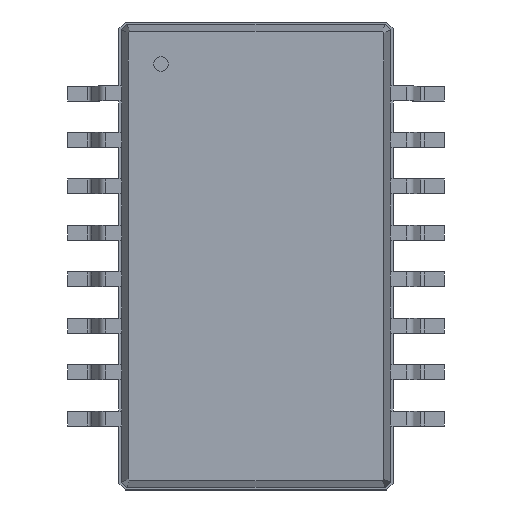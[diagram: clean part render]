
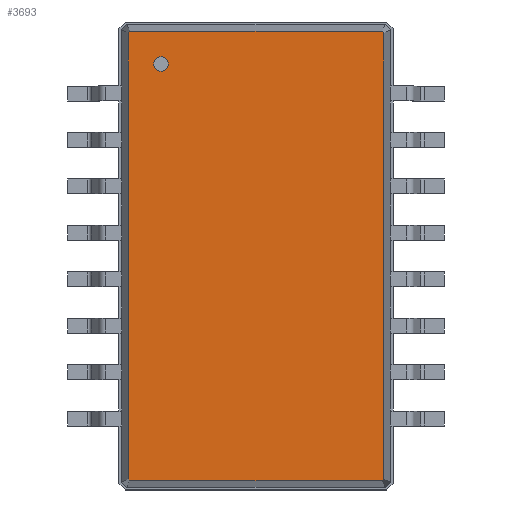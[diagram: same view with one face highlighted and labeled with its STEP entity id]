
A CAD part, top view. The second image highlights one B-rep face of the part: STEP entity #3693.
In plain terms, the highlighted planar face has unit normal (0, 0, 1).
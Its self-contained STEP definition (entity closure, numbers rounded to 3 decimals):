
#13=DIRECTION('',(0.,0.,1.));
#27=VECTOR('',#28,1.);
#28=DIRECTION('',(1.,0.,0.));
#51=VECTOR('',#52,1.);
#52=DIRECTION('',(0.707,-0.707,0.));
#58=VECTOR('',#59,1.);
#59=DIRECTION('',(0.,-1.,0.));
#65=VECTOR('',#66,1.);
#66=DIRECTION('',(-0.707,-0.707,0.));
#72=VECTOR('',#73,1.);
#73=DIRECTION('',(-1.,0.,0.));
#79=VECTOR('',#80,1.);
#80=DIRECTION('',(-0.707,0.707,0.));
#86=VECTOR('',#87,1.);
#87=DIRECTION('',(0.,1.,0.));
#91=VECTOR('',#92,1.);
#92=DIRECTION('',(0.707,0.707,0.));
#1201=VERTEX_POINT('',#1202);
#1202=CARTESIAN_POINT('',(-3.498,6.099,2.54));
#1204=ORIENTED_EDGE('',*,*,#1205,.F.);
#1205=EDGE_CURVE('',#1206,#1201,#1208,.T.);
#1206=VERTEX_POINT('',#1207);
#1207=CARTESIAN_POINT('',(-3.498,-6.099,2.54));
#1208=LINE('',#1207,#86);
#1219=VERTEX_POINT('',#1220);
#1220=CARTESIAN_POINT('',(-3.449,6.148,2.54));
#1222=ORIENTED_EDGE('',*,*,#1223,.F.);
#1223=EDGE_CURVE('',#1201,#1219,#1224,.T.);
#1224=LINE('',#1202,#91);
#1233=VERTEX_POINT('',#1234);
#1234=CARTESIAN_POINT('',(3.449,6.148,2.54));
#1236=ORIENTED_EDGE('',*,*,#1237,.F.);
#1237=EDGE_CURVE('',#1219,#1233,#1238,.T.);
#1238=LINE('',#1220,#27);
#1247=VERTEX_POINT('',#1248);
#1248=CARTESIAN_POINT('',(3.498,6.099,2.54));
#1250=ORIENTED_EDGE('',*,*,#1251,.F.);
#1251=EDGE_CURVE('',#1233,#1247,#1252,.T.);
#1252=LINE('',#1234,#51);
#1325=VERTEX_POINT('',#1326);
#1326=CARTESIAN_POINT('',(3.498,-6.099,2.54));
#1328=ORIENTED_EDGE('',*,*,#1329,.F.);
#1329=EDGE_CURVE('',#1247,#1325,#1330,.T.);
#1330=LINE('',#1248,#58);
#3693=ADVANCED_FACE('',(#3694,#3709),#3719,.T.);
#3694=FACE_BOUND('',#3695,.T.);
#3695=EDGE_LOOP('',(#1236,#1222,#1204,#3696,#3701,#3706,#1328,#1250));
#3696=ORIENTED_EDGE('',*,*,#3697,.F.);
#3697=EDGE_CURVE('',#3698,#1206,#3700,.T.);
#3698=VERTEX_POINT('',#3699);
#3699=CARTESIAN_POINT('',(-3.449,-6.148,2.54));
#3700=LINE('',#3699,#79);
#3701=ORIENTED_EDGE('',*,*,#3702,.F.);
#3702=EDGE_CURVE('',#3703,#3698,#3705,.T.);
#3703=VERTEX_POINT('',#3704);
#3704=CARTESIAN_POINT('',(3.449,-6.148,2.54));
#3705=LINE('',#3704,#72);
#3706=ORIENTED_EDGE('',*,*,#3707,.F.);
#3707=EDGE_CURVE('',#1325,#3703,#3708,.T.);
#3708=LINE('',#1326,#65);
#3709=FACE_BOUND('',#3710,.T.);
#3710=EDGE_LOOP('',(#3711));
#3711=ORIENTED_EDGE('',*,*,#3712,.T.);
#3712=EDGE_CURVE('',#3713,#3713,#3715,.T.);
#3713=VERTEX_POINT('',#3714);
#3714=CARTESIAN_POINT('',(-2.598,5.048,2.54));
#3715=CIRCLE('',#3716,0.2);
#3716=AXIS2_PLACEMENT_3D('',#3717,#3718,#59);
#3717=CARTESIAN_POINT('',(-2.598,5.248,2.54));
#3718=DIRECTION('',(0.,-0.,-1.));
#3719=PLANE('',#3720);
#3720=AXIS2_PLACEMENT_3D('',#1220,#13,#3721);
#3721=DIRECTION('',(0.489,-0.872,0.));
